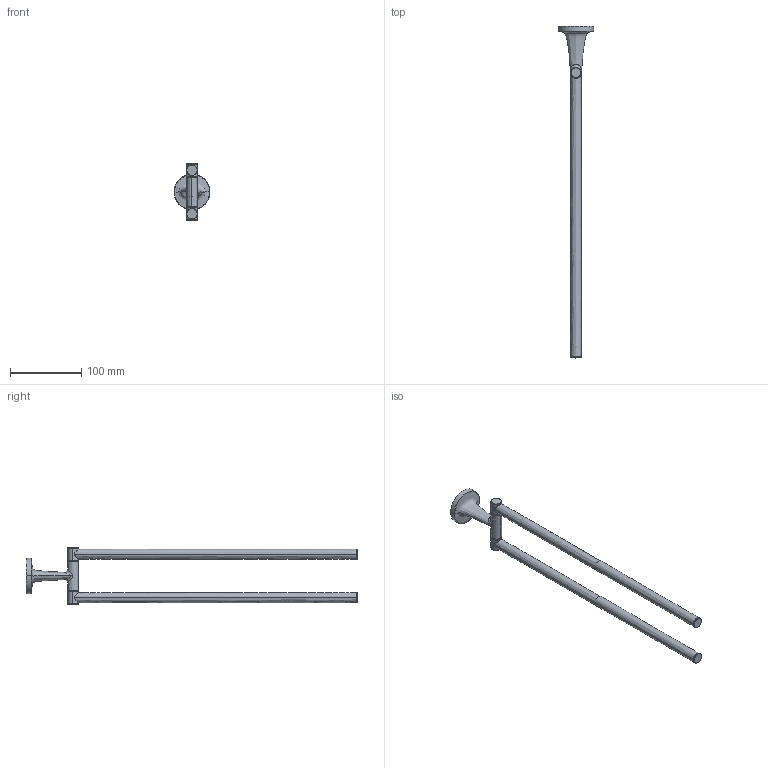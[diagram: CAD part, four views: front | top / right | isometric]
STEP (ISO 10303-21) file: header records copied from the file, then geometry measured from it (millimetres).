
FILE_DESCRIPTION(/* description */ (''),/* implementation_level */ '2;1');
FILE_NAME(/* name */ '009941',/* time_stamp */ '2019-02-13T10:33:54+01:00',/* author */ (''),/* organization */ (''),/* preprocessor_version */ 'ST-DEVELOPER v15',/* originating_system */ '',/* authorisation */ '');
FILE_SCHEMA (('AUTOMOTIVE_DESIGN'));
Length unit declared in the file: millimetre
Products named in the file (1): Document
Bounding box: 50 x 464.45 x 79.2 mm (x, y, z)
Volume: 32434.1 mm3; surface area: 87662.3 mm2
Topology: 6 solids, 10 shells, 235 faces, 572 edges, 343 vertices
Faces by surface type: bspline 235
Entity records: 32680 total; most frequent: CARTESIAN_POINT 25777, B_SPLINE_CURVE_WITH_KNOTS 1252, ORIENTED_EDGE 1098, PCURVE 1098, DEFINITIONAL_REPRESENTATION 1098, SURFACE_CURVE 568, EDGE_CURVE 568, VERTEX_POINT 343
